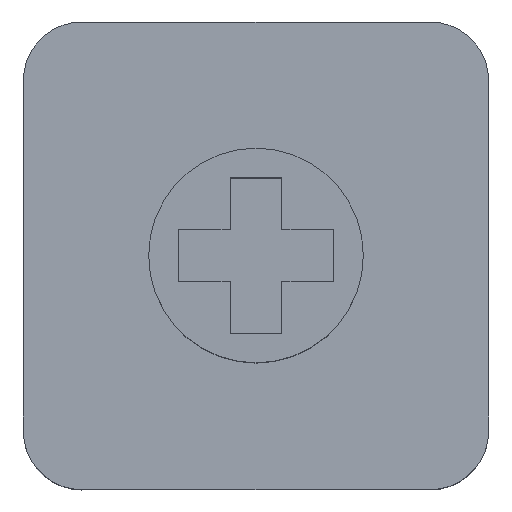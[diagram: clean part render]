
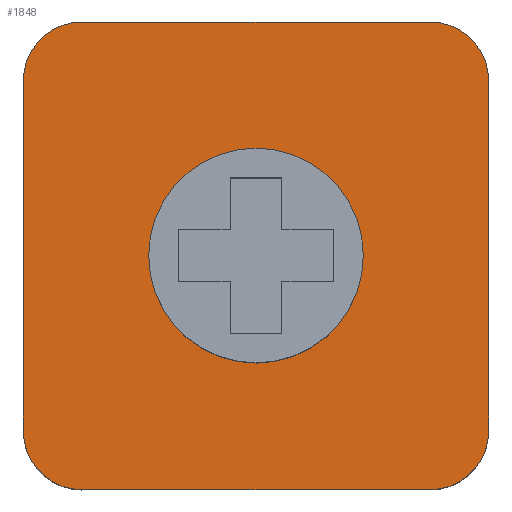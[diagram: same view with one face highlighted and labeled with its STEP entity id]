
A CAD part, top view. The second image highlights one B-rep face of the part: STEP entity #1848.
In plain terms, the highlighted planar face has unit normal (0, 0, 1).
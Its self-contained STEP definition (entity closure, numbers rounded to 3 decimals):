
#25=CIRCLE('',#1943,2.8);
#26=CIRCLE('',#1946,1.53);
#27=CIRCLE('',#1947,1.53);
#28=CIRCLE('',#1948,1.53);
#29=CIRCLE('',#1949,1.53);
#38=FACE_BOUND('',#301,.T.);
#98=PLANE('',#1945);
#193=FACE_OUTER_BOUND('',#300,.T.);
#300=EDGE_LOOP('',(#1675,#1676,#1677,#1678,#1679,#1680,#1681,#1682));
#301=EDGE_LOOP('',(#1683));
#498=LINE('',#3194,#696);
#499=LINE('',#3198,#697);
#500=LINE('',#3202,#698);
#501=LINE('',#3206,#699);
#696=VECTOR('',#2282,10.);
#697=VECTOR('',#2285,10.);
#698=VECTOR('',#2288,10.);
#699=VECTOR('',#2291,10.);
#931=VERTEX_POINT('',#3187);
#932=VERTEX_POINT('',#3192);
#933=VERTEX_POINT('',#3193);
#934=VERTEX_POINT('',#3195);
#935=VERTEX_POINT('',#3197);
#936=VERTEX_POINT('',#3199);
#937=VERTEX_POINT('',#3201);
#938=VERTEX_POINT('',#3203);
#939=VERTEX_POINT('',#3205);
#1187=EDGE_CURVE('',#931,#931,#25,.T.);
#1188=EDGE_CURVE('',#932,#933,#498,.T.);
#1189=EDGE_CURVE('',#933,#934,#26,.T.);
#1190=EDGE_CURVE('',#934,#935,#499,.T.);
#1191=EDGE_CURVE('',#935,#936,#27,.T.);
#1192=EDGE_CURVE('',#936,#937,#500,.T.);
#1193=EDGE_CURVE('',#937,#938,#28,.T.);
#1194=EDGE_CURVE('',#938,#939,#501,.T.);
#1195=EDGE_CURVE('',#939,#932,#29,.T.);
#1675=ORIENTED_EDGE('',*,*,#1188,.T.);
#1676=ORIENTED_EDGE('',*,*,#1189,.T.);
#1677=ORIENTED_EDGE('',*,*,#1190,.T.);
#1678=ORIENTED_EDGE('',*,*,#1191,.T.);
#1679=ORIENTED_EDGE('',*,*,#1192,.T.);
#1680=ORIENTED_EDGE('',*,*,#1193,.T.);
#1681=ORIENTED_EDGE('',*,*,#1194,.T.);
#1682=ORIENTED_EDGE('',*,*,#1195,.T.);
#1683=ORIENTED_EDGE('',*,*,#1187,.T.);
#1848=ADVANCED_FACE('',(#193,#38),#98,.T.);
#1943=AXIS2_PLACEMENT_3D('',#3189,#2276,#2277);
#1945=AXIS2_PLACEMENT_3D('',#3191,#2280,#2281);
#1946=AXIS2_PLACEMENT_3D('',#3196,#2283,#2284);
#1947=AXIS2_PLACEMENT_3D('',#3200,#2286,#2287);
#1948=AXIS2_PLACEMENT_3D('',#3204,#2289,#2290);
#1949=AXIS2_PLACEMENT_3D('',#3207,#2292,#2293);
#2276=DIRECTION('center_axis',(0.,0.,-1.));
#2277=DIRECTION('ref_axis',(1.,0.,0.));
#2280=DIRECTION('center_axis',(0.,0.,1.));
#2281=DIRECTION('ref_axis',(1.,0.,0.));
#2282=DIRECTION('',(-1.,0.,0.));
#2283=DIRECTION('center_axis',(0.,0.,1.));
#2284=DIRECTION('ref_axis',(0.,1.,0.));
#2285=DIRECTION('',(0.,-1.,0.));
#2286=DIRECTION('center_axis',(0.,0.,1.));
#2287=DIRECTION('ref_axis',(-1.,0.,0.));
#2288=DIRECTION('',(1.,0.,0.));
#2289=DIRECTION('center_axis',(0.,0.,1.));
#2290=DIRECTION('ref_axis',(0.,-1.,0.));
#2291=DIRECTION('',(0.,1.,0.));
#2292=DIRECTION('center_axis',(0.,0.,1.));
#2293=DIRECTION('ref_axis',(1.,0.,0.));
#3187=CARTESIAN_POINT('',(3.27,6.1,5.));
#3189=CARTESIAN_POINT('Origin',(6.07,6.1,5.));
#3191=CARTESIAN_POINT('Origin',(6.07,6.1,5.));
#3192=CARTESIAN_POINT('',(10.61,12.2,5.));
#3193=CARTESIAN_POINT('',(1.53,12.2,5.));
#3194=CARTESIAN_POINT('',(10.61,12.2,5.));
#3195=CARTESIAN_POINT('',(0.,10.67,5.));
#3196=CARTESIAN_POINT('Origin',(1.53,10.67,5.));
#3197=CARTESIAN_POINT('',(0.,1.53,5.));
#3198=CARTESIAN_POINT('',(0.,10.67,5.));
#3199=CARTESIAN_POINT('',(1.53,0.,5.));
#3200=CARTESIAN_POINT('Origin',(1.53,1.53,5.));
#3201=CARTESIAN_POINT('',(10.61,0.,5.));
#3202=CARTESIAN_POINT('',(1.53,0.,5.));
#3203=CARTESIAN_POINT('',(12.14,1.53,5.));
#3204=CARTESIAN_POINT('Origin',(10.61,1.53,5.));
#3205=CARTESIAN_POINT('',(12.14,10.67,5.));
#3206=CARTESIAN_POINT('',(12.14,1.53,5.));
#3207=CARTESIAN_POINT('Origin',(10.61,10.67,5.));
